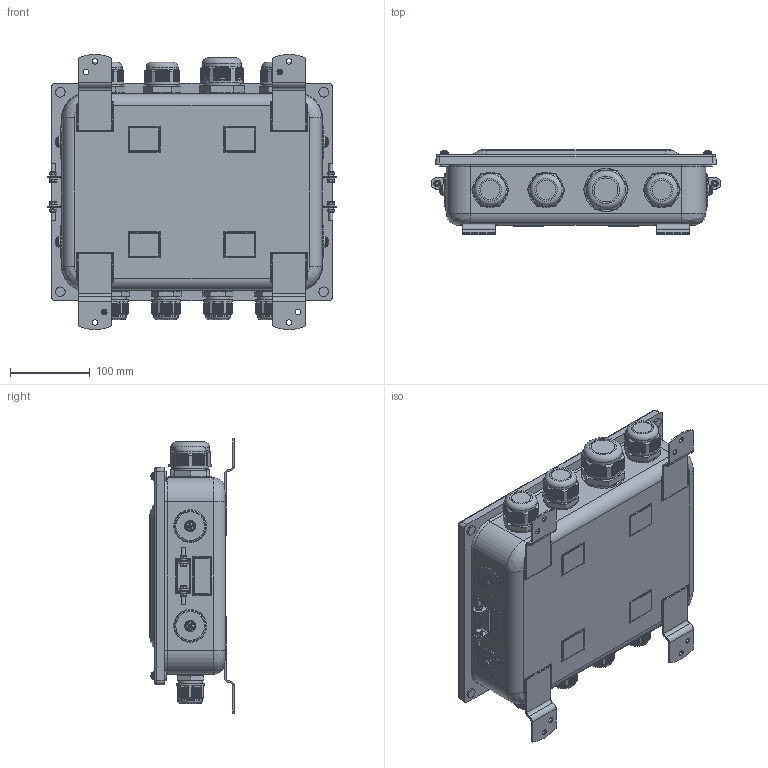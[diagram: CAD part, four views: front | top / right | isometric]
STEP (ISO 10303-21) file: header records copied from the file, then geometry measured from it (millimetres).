
FILE_DESCRIPTION(/* description */ (''),/* implementation_level */ '2;1');
FILE_NAME(/* name */ '',/* time_stamp */ '2025-07-22T09:53:30+07:00',/* author */ ('zeta-72'),/* organization */ (''),/* preprocessor_version */ 'ST-DEVELOPER v19.2',/* originating_system */ 'Autodesk Inventor 2024',/* authorisation */ '');
FILE_SCHEMA (('AUTOMOTIVE_DESIGN { 1 0 10303 214 3 1 1 }'));
Products named in the file (1): ЗЭТА.030.358.000 СБ Коробка 
клеммная КЗНС-48 I
P54_Упростить_1
Bounding box: 363 x 105.5 x 344.62 mm (x, y, z)
Volume: 7734627.5 mm3; surface area: 362928.5 mm2
Topology: 1 solids, 1 shells, 4214 faces, 11929 edges, 7850 vertices
Faces by surface type: plane 2248, cylinder 1404, bspline 330, cone 148, torus 76, sphere 8
Full cylindrical faces by diameter (mm): 5 x8, 6.7 x4, 7 x8, 10 x8, 12 x4, 14 x4, 18.7 x4, 24.2 x3, 29.8 x4, 30 x1, 31.5 x4, 32.5 x4, 35.6 x4, 36 x4, 38.2 x3, 40 x3, 42 x3, 44.4 x3, 46.2 x1, 48.5 x1, 54 x2
Entity records: 150722 total; most frequent: CARTESIAN_POINT 44704, ORIENTED_EDGE 23834, DIRECTION 18315, EDGE_CURVE 11917, VERTEX_POINT 7850, LINE 6249, VECTOR 6249, AXIS2_PLACEMENT_3D 6033
